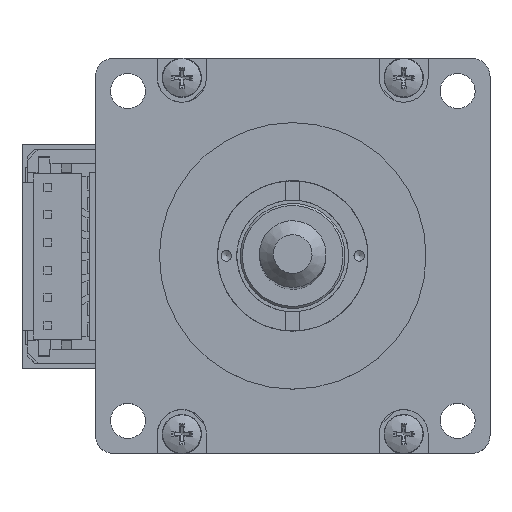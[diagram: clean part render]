
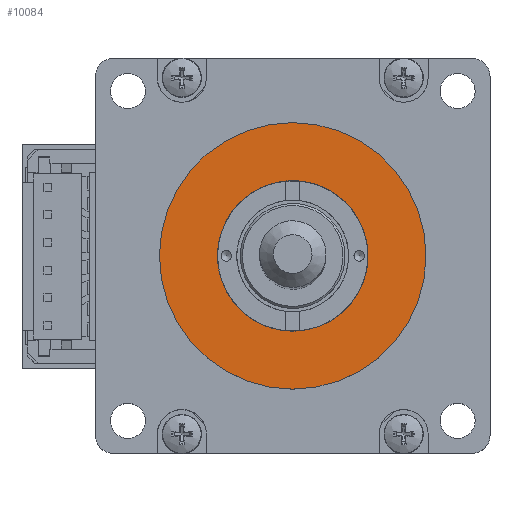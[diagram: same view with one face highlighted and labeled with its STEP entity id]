
A CAD part, top view. The second image highlights one B-rep face of the part: STEP entity #10084.
In plain terms, the highlighted planar face has unit normal (0, 0, 1).
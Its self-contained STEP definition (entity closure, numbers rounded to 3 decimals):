
#268=FACE_BOUND('',#1963,.T.);
#436=CIRCLE('',#10762,19.05);
#437=CIRCLE('',#10763,10.75);
#438=CIRCLE('',#10764,10.75);
#1423=FACE_OUTER_BOUND('',#1962,.T.);
#1962=EDGE_LOOP('',(#8425));
#1963=EDGE_LOOP('',(#8426,#8427));
#4827=VERTEX_POINT('',#15746);
#4828=VERTEX_POINT('',#15748);
#4829=VERTEX_POINT('',#15749);
#6097=EDGE_CURVE('',#4827,#4827,#436,.T.);
#6098=EDGE_CURVE('',#4828,#4829,#437,.T.);
#6099=EDGE_CURVE('',#4829,#4828,#438,.T.);
#8425=ORIENTED_EDGE('',*,*,#6097,.T.);
#8426=ORIENTED_EDGE('',*,*,#6098,.T.);
#8427=ORIENTED_EDGE('',*,*,#6099,.T.);
#9681=PLANE('',#10761);
#10084=ADVANCED_FACE('',(#1423,#268),#9681,.F.);
#10761=AXIS2_PLACEMENT_3D('',#15745,#12907,#12908);
#10762=AXIS2_PLACEMENT_3D('',#15747,#12909,#12910);
#10763=AXIS2_PLACEMENT_3D('',#15750,#12911,#12912);
#10764=AXIS2_PLACEMENT_3D('',#15751,#12913,#12914);
#12907=DIRECTION('center_axis',(0.,0.,-1.));
#12908=DIRECTION('ref_axis',(1.,0.,0.));
#12909=DIRECTION('center_axis',(0.,0.,1.));
#12910=DIRECTION('ref_axis',(1.,0.,0.));
#12911=DIRECTION('center_axis',(0.,0.,-1.));
#12912=DIRECTION('ref_axis',(-1.,0.,0.));
#12913=DIRECTION('center_axis',(0.,0.,-1.));
#12914=DIRECTION('ref_axis',(-1.,0.,0.));
#15745=CARTESIAN_POINT('Origin',(0.,0.,
40.4));
#15746=CARTESIAN_POINT('',(-19.05,0.,40.4));
#15747=CARTESIAN_POINT('Origin',(0.,0.,40.4));
#15748=CARTESIAN_POINT('',(-10.75,0.,40.4));
#15749=CARTESIAN_POINT('',(10.75,0.,40.4));
#15750=CARTESIAN_POINT('Origin',(0.,0.,40.4));
#15751=CARTESIAN_POINT('Origin',(0.,0.,40.4));
